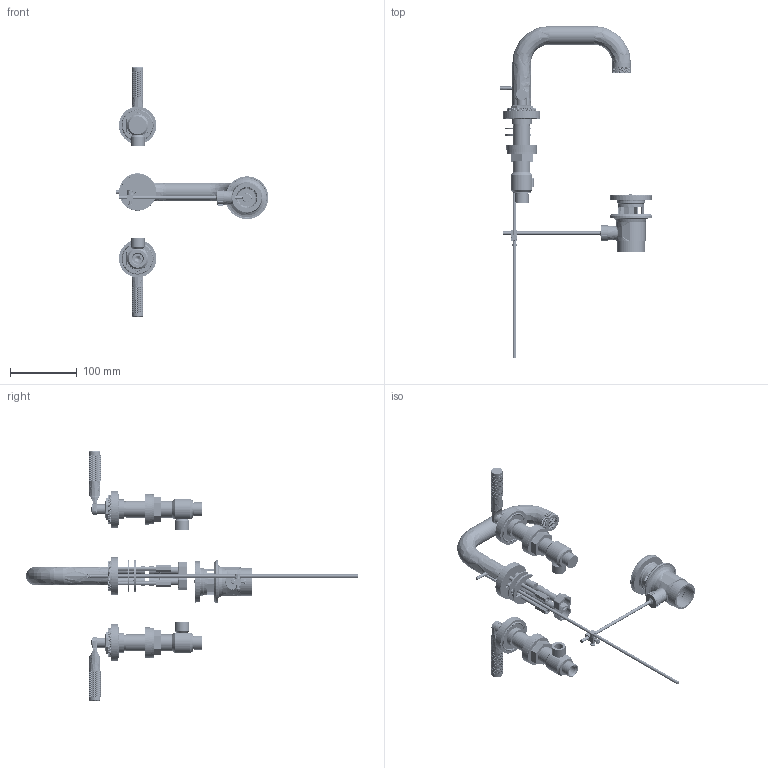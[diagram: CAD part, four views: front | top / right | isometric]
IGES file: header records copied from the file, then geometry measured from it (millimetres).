
Global section: file name: V7K14LK; native system: Autodesk Inventor 2016; preprocessor: unknown; author: rclarke; date: 20160408.112025; units: millimetre
Bounding box: 228.9 x 498.15 x 374 mm (x, y, z)
Volume: 495400.5 mm3; surface area: 296762.7 mm2
Topology: 75 solids, 76 shells, 26587 faces, 56666 edges, 30396 vertices
Faces by surface type: bspline 26587
